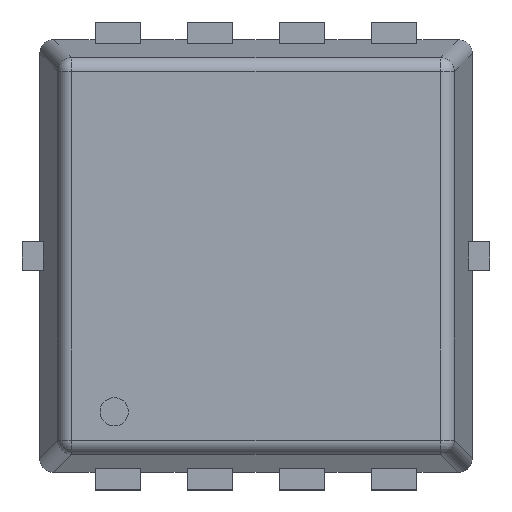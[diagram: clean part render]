
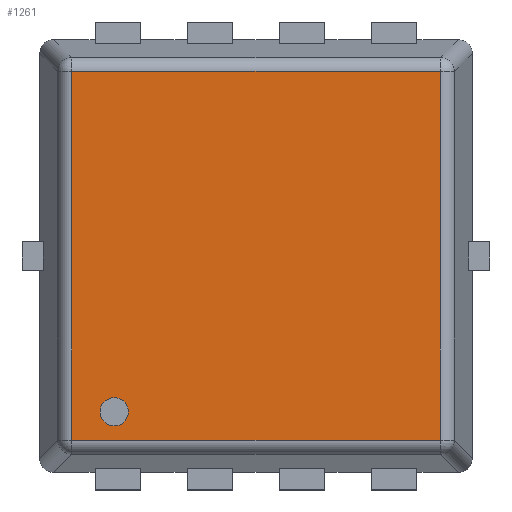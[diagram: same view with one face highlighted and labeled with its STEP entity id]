
A CAD part, top view. The second image highlights one B-rep face of the part: STEP entity #1261.
In plain terms, the highlighted planar face has unit normal (0, 0, 1).
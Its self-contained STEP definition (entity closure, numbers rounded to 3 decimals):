
#498 = VERTEX_POINT('',#499);
#499 = CARTESIAN_POINT('',(1.3,-1.3,0.8));
#506 = EDGE_CURVE('',#498,#507,#509,.T.);
#507 = VERTEX_POINT('',#508);
#508 = CARTESIAN_POINT('',(-1.3,-1.3,0.8));
#509 = LINE('',#510,#511);
#510 = CARTESIAN_POINT('',(-0.763,-1.3,0.8));
#511 = VECTOR('',#512,1.);
#512 = DIRECTION('',(-1.,0.,0.));
#1261 = ADVANCED_FACE('',(#1262,#1287),#1298,.T.);
#1262 = FACE_BOUND('',#1263,.T.);
#1263 = EDGE_LOOP('',(#1264,#1272,#1280,#1286));
#1264 = ORIENTED_EDGE('',*,*,#1265,.F.);
#1265 = EDGE_CURVE('',#1266,#498,#1268,.T.);
#1266 = VERTEX_POINT('',#1267);
#1267 = CARTESIAN_POINT('',(1.3,1.3,0.8));
#1268 = LINE('',#1269,#1270);
#1269 = CARTESIAN_POINT('',(1.3,-0.763,0.8));
#1270 = VECTOR('',#1271,1.);
#1271 = DIRECTION('',(0.,-1.,0.));
#1272 = ORIENTED_EDGE('',*,*,#1273,.F.);
#1273 = EDGE_CURVE('',#1274,#1266,#1276,.T.);
#1274 = VERTEX_POINT('',#1275);
#1275 = CARTESIAN_POINT('',(-1.3,1.3,0.8));
#1276 = LINE('',#1277,#1278);
#1277 = CARTESIAN_POINT('',(0.763,1.3,0.8));
#1278 = VECTOR('',#1279,1.);
#1279 = DIRECTION('',(1.,0.,0.));
#1280 = ORIENTED_EDGE('',*,*,#1281,.F.);
#1281 = EDGE_CURVE('',#507,#1274,#1282,.T.);
#1282 = LINE('',#1283,#1284);
#1283 = CARTESIAN_POINT('',(-1.3,0.763,0.8));
#1284 = VECTOR('',#1285,1.);
#1285 = DIRECTION('',(0.,1.,0.));
#1286 = ORIENTED_EDGE('',*,*,#506,.F.);
#1287 = FACE_BOUND('',#1288,.T.);
#1288 = EDGE_LOOP('',(#1289));
#1289 = ORIENTED_EDGE('',*,*,#1290,.T.);
#1290 = EDGE_CURVE('',#1291,#1291,#1293,.T.);
#1291 = VERTEX_POINT('',#1292);
#1292 = CARTESIAN_POINT('',(-0.9,-1.1,0.8));
#1293 = CIRCLE('',#1294,0.1);
#1294 = AXIS2_PLACEMENT_3D('',#1295,#1296,#1297);
#1295 = CARTESIAN_POINT('',(-1.,-1.1,0.8));
#1296 = DIRECTION('',(0.,0.,-1.));
#1297 = DIRECTION('',(-1.,0.,0.));
#1298 = PLANE('',#1299);
#1299 = AXIS2_PLACEMENT_3D('',#1300,#1301,#1302);
#1300 = CARTESIAN_POINT('',(0.,0.,0.8));
#1301 = DIRECTION('',(0.,0.,1.));
#1302 = DIRECTION('',(1.,0.,0.));
